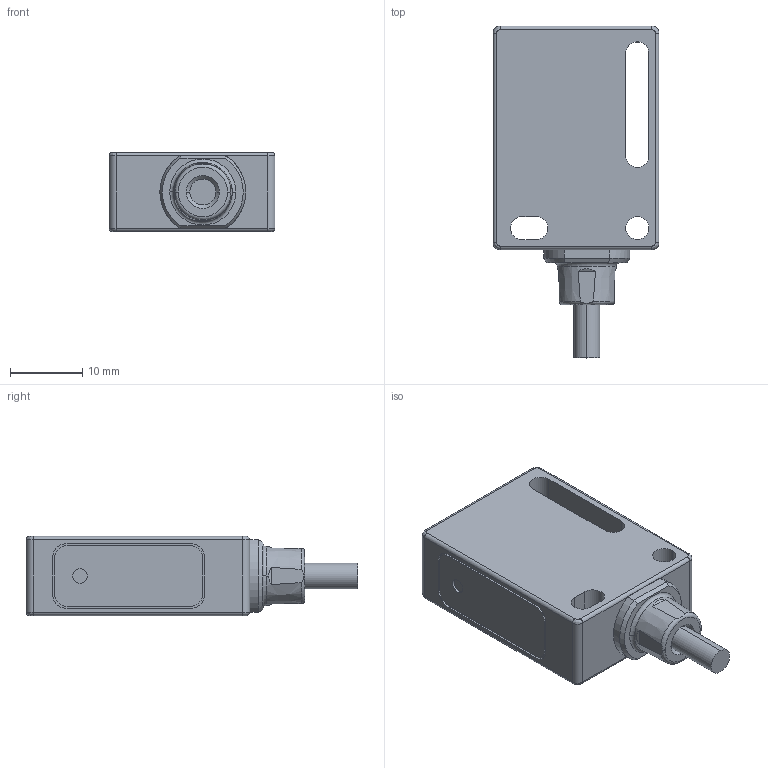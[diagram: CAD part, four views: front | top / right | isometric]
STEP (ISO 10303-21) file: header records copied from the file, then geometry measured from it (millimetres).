
FILE_DESCRIPTION((''),'2;1');
FILE_NAME('CAD0817_ML7-55-115AKTUELL','2006-12-18T',('mflender'),(''),'PRO/ENGINEER BY PARAMETRIC TECHNOLOGY CORPORATION, 2006140','PRO/ENGINEER BY PARAMETRIC TECHNOLOGY CORPORATION, 2006140','');
FILE_SCHEMA(('CONFIG_CONTROL_DESIGN'));
Length unit declared in the file: millimetre
Products named in the file (1): CAD0817_ML7-55-115AKTUELL
Bounding box: 23 x 46 x 11 mm (x, y, z)
Volume: 7489.7 mm3; surface area: 3492.1 mm2
Topology: 1 solids, 1 shells, 131 faces, 342 edges, 240 vertices
Faces by surface type: plane 65, cylinder 42, cone 12, bspline 6, torus 6
Entity records: 5361 total; most frequent: CARTESIAN_POINT 992, DIRECTION 694, ORIENTED_EDGE 652, PRESENTATION_STYLE_ASSIGNMENT 344, STYLED_ITEM 344, CURVE_STYLE 343, EDGE_CURVE 326, AXIS2_PLACEMENT_3D 252
